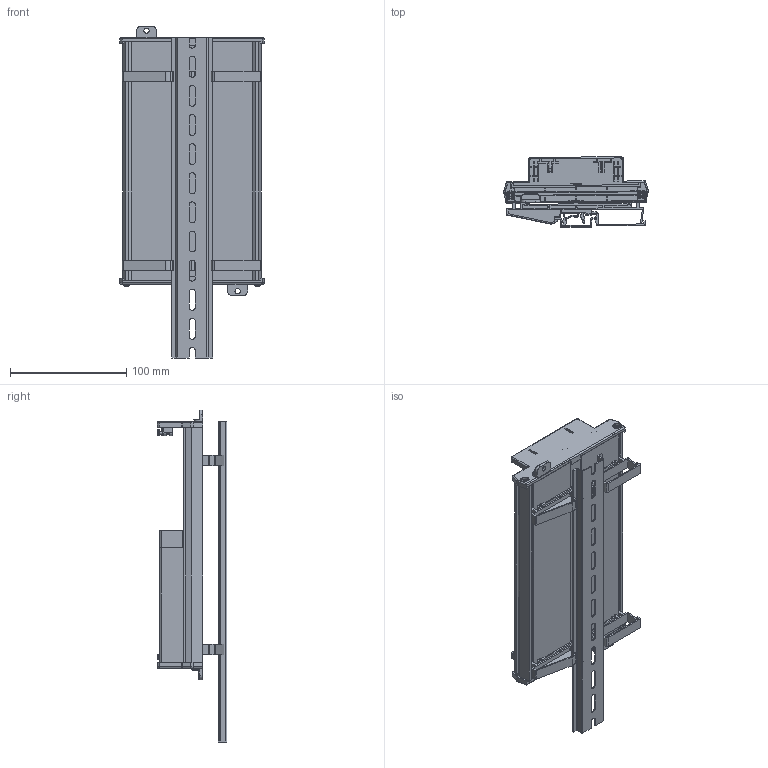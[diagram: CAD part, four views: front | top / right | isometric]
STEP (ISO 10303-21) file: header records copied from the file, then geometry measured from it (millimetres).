
FILE_DESCRIPTION (( 'STEP AP214' ), '1' );
FILE_NAME ('TE78-TE70-Assembly.STEP', '2025-04-08T11:33:34', ( '' ), ( '' ), 'SwSTEP 2.0', 'SolidWorks 2017', '' );
FILE_SCHEMA (( 'AUTOMOTIVE_DESIGN' ));
Length unit declared in the file: millimetre
Products named in the file (11): Mounting Foot_Big; Side Screwaaaa; Cover 78mm; End Piece for Cover - 108 - New; Cover 72x22.5^Profile with cover - 108; Rail-500; TE78-TE70-Assembly; Side Screw; PCB^TE78-TE70-Assembly; Foot Bracket-small-New; Profile - 108-195
Assembly tree (19 placements, depth 2):
  TE78-TE70-Assembly
    Profile - 108-195
    PCB^TE78-TE70-Assembly
    Cover 78mm
    Side Screw  x4
    Mounting Foot_Big  x2
    Rail-500
    End Piece for Cover - 108 - New  x2
    Cover 72x22.5^Profile with cover - 108
    Side Screwaaaa  x4
    Foot Bracket-small-New  x2
Bounding box: 123.81 x 59.96 x 285 mm (x, y, z)
Volume: 189727.6 mm3; surface area: 249757.6 mm2
Topology: 19 solids, 19 shells, 1703 faces, 4743 edges, 3046 vertices
Faces by surface type: plane 1024, cylinder 511, torus 58, cone 48, bspline 44, sphere 18
Entity records: 35139 total; most frequent: CARTESIAN_POINT 6618, ORIENTED_EDGE 5038, DIRECTION 4856, EDGE_CURVE 2519, LINE 1848, VECTOR 1848, VERTEX_POINT 1640, AXIS2_PLACEMENT_3D 1504
